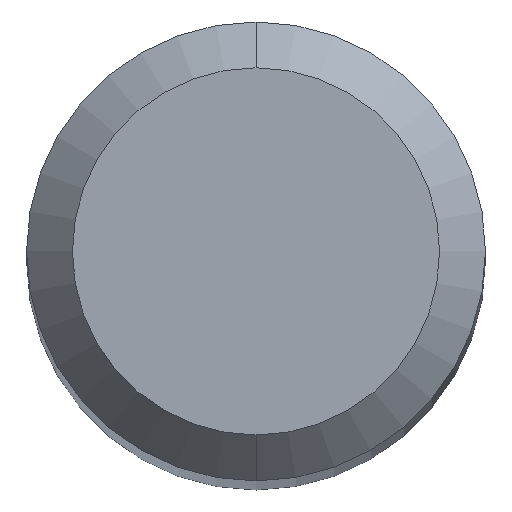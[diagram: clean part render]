
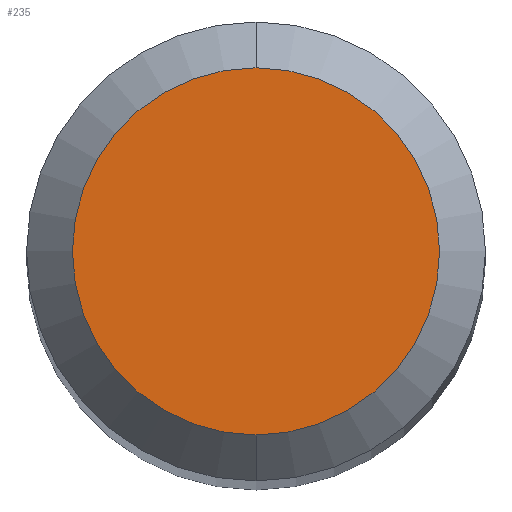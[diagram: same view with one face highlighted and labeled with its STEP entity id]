
A CAD part, top view. The second image highlights one B-rep face of the part: STEP entity #235.
In plain terms, the highlighted planar face has unit normal (0, 0, 1).
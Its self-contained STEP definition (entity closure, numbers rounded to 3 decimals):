
#235=ADVANCED_FACE('',(#551),#552,.T.);
#323=EDGE_CURVE('',#385,#365,#646,.T.);
#365=VERTEX_POINT('',#692);
#385=VERTEX_POINT('',#714);
#441=EDGE_CURVE('',#365,#385,#776,.T.);
#551=FACE_OUTER_BOUND('',#931,.T.);
#552=PLANE('',#932);
#646=CIRCLE('',#1056,1.2);
#692=CARTESIAN_POINT('',(0.0,1.2,0.0));
#714=CARTESIAN_POINT('',(0.,-1.2,0.0));
#776=CIRCLE('',#1372,1.2);
#931=EDGE_LOOP('',(#1532,#1533));
#932=AXIS2_PLACEMENT_3D('',#1534,#1535,#1536);
#1056=AXIS2_PLACEMENT_3D('',#1639,#1640,#1641);
#1372=AXIS2_PLACEMENT_3D('',#1783,#1784,#1785);
#1532=ORIENTED_EDGE('',*,*,#441,.F.);
#1533=ORIENTED_EDGE('',*,*,#323,.F.);
#1534=CARTESIAN_POINT('',(0.0,0.6,0.0));
#1535=DIRECTION('',(-0.0,0.0,1.0));
#1536=DIRECTION('',(0.0,-1.0,0.0));
#1639=CARTESIAN_POINT('',(0.0,0.0,0.0));
#1640=DIRECTION('',(0.0,0.0,-1.0));
#1641=DIRECTION('',(0.0,1.0,0.0));
#1783=CARTESIAN_POINT('',(0.0,0.0,0.0));
#1784=DIRECTION('',(0.0,0.0,-1.0));
#1785=DIRECTION('',(0.0,1.0,0.0));
